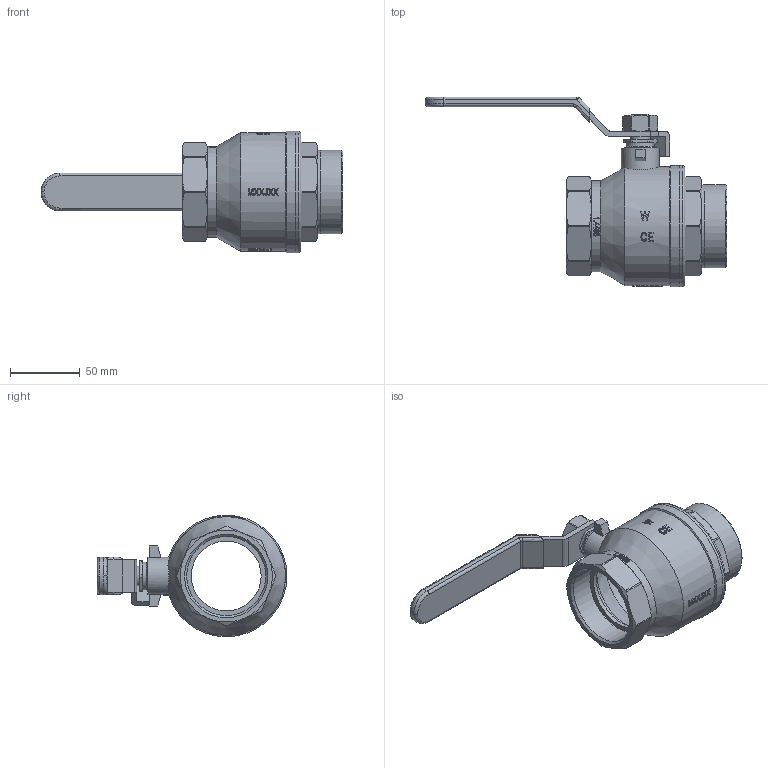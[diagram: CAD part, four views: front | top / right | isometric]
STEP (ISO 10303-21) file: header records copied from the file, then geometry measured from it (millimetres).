
FILE_DESCRIPTION(/* description */ ('Unknown','CAx-IF Rec.Pracs.---Representation and Presentation of Product Manufacturing Information (PMI)---4.0---2014-10-13','CAx-IF Rec.Pracs.---3D Tessellated Geometry---0.4---2014-09-14','2;1'),/* implementation_level */ '2;1');
FILE_NAME(/* name */ '9391-09',/* time_stamp */ '2024-02-19T11:22:21+01:00',/* author */ ('Unknown'),/* organization */ ('Unknown'),/* preprocessor_version */ 'ST-DEVELOPER v18.102',/* originating_system */ 'Solid Edge',/* authorisation */ 'Unknown');
FILE_SCHEMA (('AP242_MANAGED_MODEL_BASED_3D_ENGINEERING_MIM_LF { 1 0 10303 442 1 1 4 }'));
Length unit declared in the file: millimetre
Products named in the file (13): 9391-09; Stahlgriff 2; Stahlgriff-1; Stahlgriff-um; Assem1_oa_0; Kvrper-2; Stopfbuchse-1-1_4-2; Spindeldichtung__1-1_4_-_2; Dichtung_Eischraubteil-Kvrper__2; Einschraubteil-2; Spindel-Zusammanbau__2_oa_1; Spindel__2; Mutter
Assembly tree (12 placements, depth 4):
  9391-09
    Stahlgriff 2
      Stahlgriff-1
      Stahlgriff-um
    Assem1_oa_0
      Kvrper-2
      Stopfbuchse-1-1_4-2
      Spindeldichtung__1-1_4_-_2
      Dichtung_Eischraubteil-Kvrper__2
      Einschraubteil-2
      Spindel-Zusammanbau__2_oa_1
        Spindel__2
    Mutter
Bounding box: 216 x 136 x 87 mm (x, y, z)
Volume: 183158.4 mm3; surface area: 105639.8 mm2
Topology: 9 solids, 9 shells, 1021 faces, 2799 edges, 1850 vertices
Faces by surface type: plane 832, cylinder 106, cone 65, bspline 16, torus 1, sphere 1
Full cylindrical faces by diameter (mm): 12.5 x1, 14 x3, 14.5 x1, 18 x1, 19 x1, 20 x1, 20.3 x1, 20.5 x1, 22 x1, 27 x1, 50 x2, 56.656 x2, 59.614 x2, 60 x2, 65 x1, 76.5 x1, 78 x2, 80.5 x1, 82 x1, 82.2 x1, 85 x1, 87 x2
Entity records: 41419 total; most frequent: CARTESIAN_POINT 8714, DIRECTION 5923, ORIENTED_EDGE 5462, EDGE_CURVE 2731, AXIS2_PLACEMENT_3D 2314, VERTEX_POINT 1828, LINE 1295, VECTOR 1295
